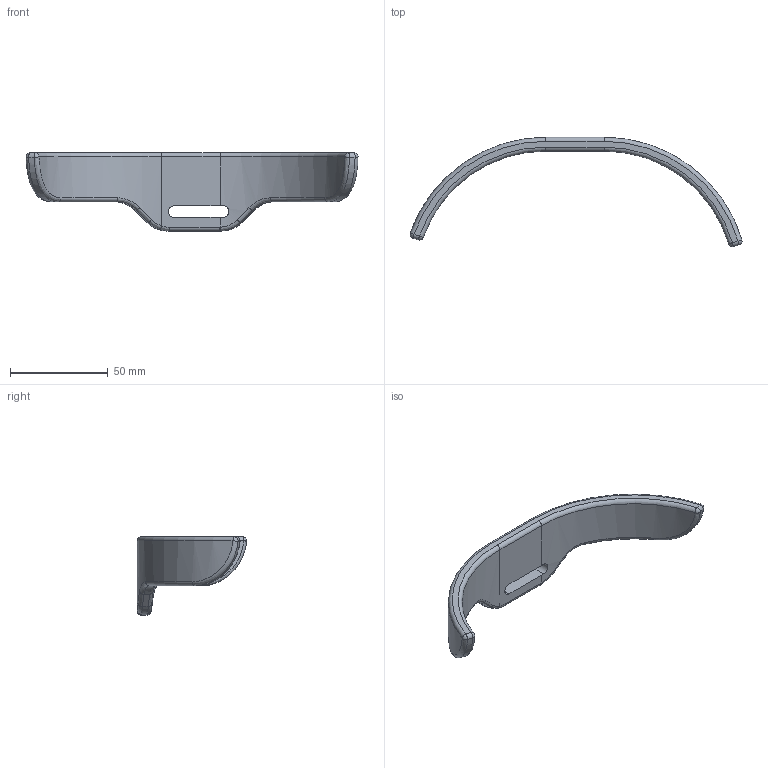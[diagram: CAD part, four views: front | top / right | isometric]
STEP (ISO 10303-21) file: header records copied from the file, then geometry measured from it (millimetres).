
FILE_DESCRIPTION(/* description */ (''),/* implementation_level */ '2;1');
FILE_NAME(/* name */ 'LSVE-Front Strap.step',/* time_stamp */ '2020-10-28T09:15:45-05:00',/* author */ (''),/* organization */ (''),/* preprocessor_version */ 'ST-DEVELOPER v18.1',/* originating_system */ 'Autodesk Translation Framework v9.3.0.1241',/* authorisation */ '');
FILE_SCHEMA (('AUTOMOTIVE_DESIGN { 1 0 10303 214 3 1 1 }'));
Length unit declared in the file: millimetre
Products named in the file (1): LSVE-Front Strap
Bounding box: 169.93 x 55.9 x 40 mm (x, y, z)
Volume: 38509.3 mm3; surface area: 14114.8 mm2
Topology: 1 solids, 1 shells, 60 faces, 140 edges, 80 vertices
Faces by surface type: bspline 19, cylinder 18, plane 10, torus 9, sphere 4
Entity records: 2261 total; most frequent: CARTESIAN_POINT 905, ORIENTED_EDGE 280, DIRECTION 276, EDGE_CURVE 140, AXIS2_PLACEMENT_3D 120, VERTEX_POINT 80, CIRCLE 64, FACE_OUTER_BOUND 60
